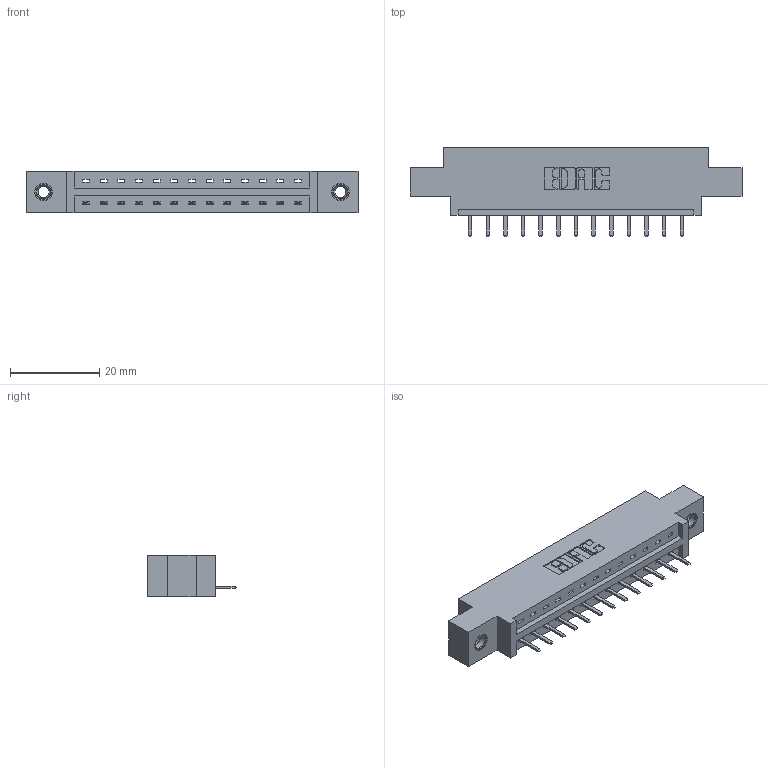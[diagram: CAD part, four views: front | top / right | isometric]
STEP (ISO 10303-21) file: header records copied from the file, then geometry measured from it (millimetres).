
FILE_DESCRIPTION (( 'STEP AP203' ), '1' );
FILE_NAME ('337-013-520-607.STEP', '2018-08-04T06:29:35', ( '' ), ( '' ), 'SwSTEP 2.0', 'SolidWorks 2016', '' );
FILE_SCHEMA (( 'CONFIG_CONTROL_DESIGN' ));
Length unit declared in the file: inch
Products named in the file (4): 337 Part_0.170 Offset - 0.156 Dia-TI; 345-292-001_345-293-120; 345-250-001_345-250-005-103; 337-013-520-607
Assembly tree (16 placements, depth 2):
  337-013-520-607
    337 Part_0.170 Offset - 0.156 Dia-TI
    345-292-001_345-293-120  x13
    345-250-001_345-250-005-103  x2
Bounding box: 74.52 x 20.02 x 9.4 mm (x, y, z)
Volume: 7214.2 mm3; surface area: 7296.7 mm2
Topology: 16 solids, 16 shells, 1036 faces, 3007 edges, 1962 vertices
Faces by surface type: plane 730, cylinder 290, cone 12, torus 4
Entity records: 14846 total; most frequent: CARTESIAN_POINT 2576, ORIENTED_EDGE 2506, DIRECTION 2249, EDGE_CURVE 1253, VECTOR 1101, LINE 1101, VERTEX_POINT 828, AXIS2_PLACEMENT_3D 574
